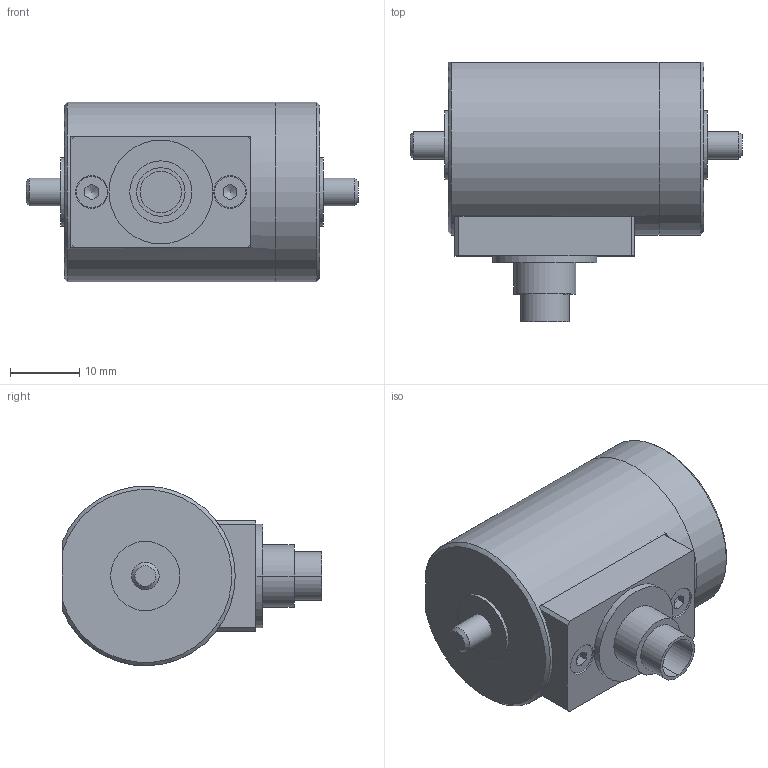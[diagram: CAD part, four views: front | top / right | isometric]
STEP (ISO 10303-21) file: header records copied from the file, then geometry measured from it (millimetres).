
FILE_DESCRIPTION( ( 'Unknown' ), '1' );
FILE_NAME( '2452-z10_doc-00011893.stp', 'Unknown', ( 'Unknown' ), ( 'Unknown' ), 'PSStep 17.0.49', 'Unknown', ' ' );
FILE_SCHEMA( ( 'AUTOMOTIVE_DESIGN { 1 0 10303 214 1 1 1 1 }' ) );
Length unit declared in the file: millimetre
Products named in the file (8): Assem1; 2500-013_doc-00001937; 2542-013_doc-00011917; flanschstecker 7-pol_doc-00011937; Zylinderschraube DIN 912-M2,5x6; Zylinderschraube DIN 912-M2,5x6-oa0; 2452-021 versuch_doc-00052822; DOC-00074925
Assembly tree (7 placements, depth 2):
  Assem1
    2500-013_doc-00001937
    2542-013_doc-00011917
    flanschstecker 7-pol_doc-00011937
    Zylinderschraube DIN 912-M2,5x6
    Zylinderschraube DIN 912-M2,5x6-oa0
    2452-021 versuch_doc-00052822
    DOC-00074925
Bounding box: 48 x 37.5 x 25.99 mm (x, y, z)
Volume: 21287.9 mm3; surface area: 10517.6 mm2
Topology: 7 solids, 7 shells, 111 faces, 232 edges, 155 vertices
Faces by surface type: plane 58, cylinder 40, cone 13
Full cylindrical faces by diameter (mm): 1.948 x2, 2.05 x4, 2.5 x4, 2.7 x2, 4 x2, 4.5 x2, 4.7 x2, 10 x2, 10.5 x1, 10.8 x1, 20 x2
Entity records: 3820 total; most frequent: CARTESIAN_POINT 581, DIRECTION 486, ORIENTED_EDGE 362, AXIS2_PLACEMENT_3D 204, EDGE_CURVE 181, EDGE_LOOP 176, VERTEX_POINT 143, FACE_OUTER_BOUND 135
